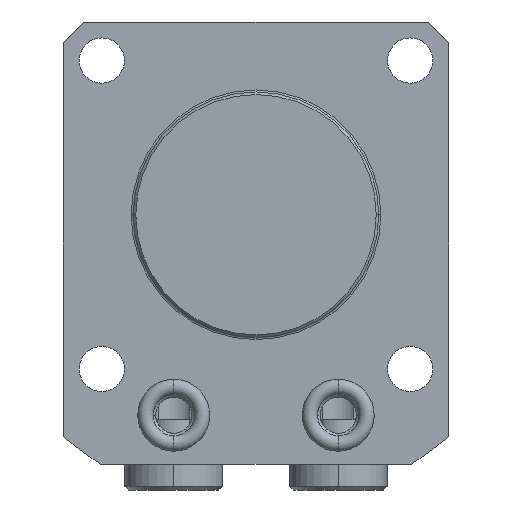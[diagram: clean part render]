
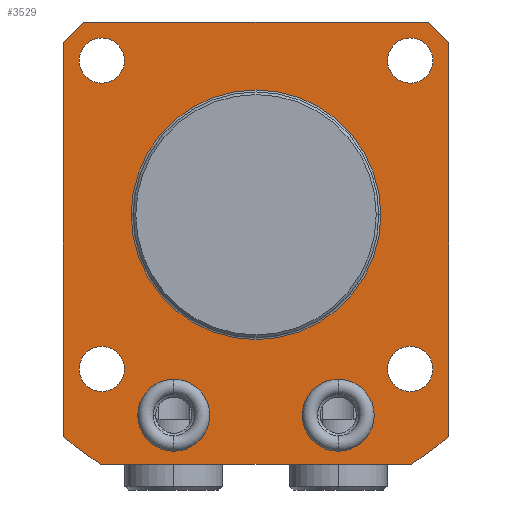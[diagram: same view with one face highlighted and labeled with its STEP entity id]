
A CAD part, front view. The second image highlights one B-rep face of the part: STEP entity #3529.
In plain terms, the highlighted planar face has unit normal (0, -1, 0).
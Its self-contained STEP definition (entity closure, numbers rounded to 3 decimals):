
#261=CARTESIAN_POINT('',(0.,0.,0.));
#262=DIRECTION('',(0.,1.,0.));
#263=DIRECTION('',(-1.,0.,0.));
#264=AXIS2_PLACEMENT_3D('',#261,#262,#263);
#269=CARTESIAN_POINT('',(0.,0.,0.));
#270=DIRECTION('',(0.,1.,0.));
#271=DIRECTION('',(1.,0.,0.));
#272=AXIS2_PLACEMENT_3D('',#269,#270,#271);
#277=DIRECTION('',(1.,0.,0.));
#278=VECTOR('',#277,60.461);
#279=CARTESIAN_POINT('',(-30.23,0.,-48.5));
#280=LINE('',#279,#278);
#284=DIRECTION('',(0.,0.,-1.));
#285=VECTOR('',#284,76.626);
#286=CARTESIAN_POINT('',(-37.5,0.,33.5));
#287=LINE('',#286,#285);
#291=DIRECTION('',(-0.707,0.,-0.707));
#292=VECTOR('',#291,5.657);
#293=CARTESIAN_POINT('',(-33.5,0.,37.5));
#294=LINE('',#293,#292);
#298=DIRECTION('',(-1.,0.,0.));
#299=VECTOR('',#298,67.);
#300=CARTESIAN_POINT('',(33.5,0.,37.5));
#301=LINE('',#300,#299);
#305=DIRECTION('',(-0.707,0.,0.707));
#306=VECTOR('',#305,5.657);
#307=CARTESIAN_POINT('',(37.5,0.,33.5));
#308=LINE('',#307,#306);
#312=DIRECTION('',(0.,0.,1.));
#313=VECTOR('',#312,76.626);
#314=CARTESIAN_POINT('',(37.5,0.,-43.126));
#315=LINE('',#314,#313);
#319=CARTESIAN_POINT('',(-30.,0.,-30.));
#320=DIRECTION('',(0.,1.,0.));
#321=DIRECTION('',(-1.,0.,0.));
#322=AXIS2_PLACEMENT_3D('',#319,#320,#321);
#327=CARTESIAN_POINT('',(-30.,0.,-30.));
#328=DIRECTION('',(0.,1.,0.));
#329=DIRECTION('',(1.,0.,0.));
#330=AXIS2_PLACEMENT_3D('',#327,#328,#329);
#335=CARTESIAN_POINT('',(30.,0.,-30.));
#336=DIRECTION('',(0.,1.,0.));
#337=DIRECTION('',(-1.,0.,0.));
#338=AXIS2_PLACEMENT_3D('',#335,#336,#337);
#343=CARTESIAN_POINT('',(30.,0.,-30.));
#344=DIRECTION('',(0.,1.,0.));
#345=DIRECTION('',(1.,0.,0.));
#346=AXIS2_PLACEMENT_3D('',#343,#344,#345);
#351=CARTESIAN_POINT('',(30.,0.,30.));
#352=DIRECTION('',(0.,1.,0.));
#353=DIRECTION('',(-1.,0.,0.));
#354=AXIS2_PLACEMENT_3D('',#351,#352,#353);
#359=CARTESIAN_POINT('',(30.,0.,30.));
#360=DIRECTION('',(0.,1.,0.));
#361=DIRECTION('',(1.,0.,0.));
#362=AXIS2_PLACEMENT_3D('',#359,#360,#361);
#367=CARTESIAN_POINT('',(-30.,0.,30.));
#368=DIRECTION('',(0.,1.,0.));
#369=DIRECTION('',(-1.,0.,0.));
#370=AXIS2_PLACEMENT_3D('',#367,#368,#369);
#375=CARTESIAN_POINT('',(-30.,0.,30.));
#376=DIRECTION('',(0.,1.,0.));
#377=DIRECTION('',(1.,0.,0.));
#378=AXIS2_PLACEMENT_3D('',#375,#376,#377);
#383=CARTESIAN_POINT('',(-16.,0.,-39.));
#384=DIRECTION('',(0.,-1.,0.));
#385=DIRECTION('',(-1.,0.,0.));
#386=AXIS2_PLACEMENT_3D('',#383,#384,#385);
#391=CARTESIAN_POINT('',(-16.,0.,-39.));
#392=DIRECTION('',(0.,-1.,0.));
#393=DIRECTION('',(1.,0.,0.));
#394=AXIS2_PLACEMENT_3D('',#391,#392,#393);
#399=CARTESIAN_POINT('',(16.,0.,-39.));
#400=DIRECTION('',(0.,1.,0.));
#401=DIRECTION('',(1.,0.,0.));
#402=AXIS2_PLACEMENT_3D('',#399,#400,#401);
#407=CARTESIAN_POINT('',(16.,0.,-39.));
#408=DIRECTION('',(0.,1.,0.));
#409=DIRECTION('',(-1.,0.,0.));
#410=AXIS2_PLACEMENT_3D('',#407,#408,#409);
#561=CARTESIAN_POINT('',(0.,0.,0.));
#562=DIRECTION('',(0.,-1.,0.));
#563=DIRECTION('',(-0.656,0.,-0.755));
#564=AXIS2_PLACEMENT_3D('',#561,#562,#563);
#576=CARTESIAN_POINT('',(0.,0.,0.));
#577=DIRECTION('',(0.,-1.,0.));
#578=DIRECTION('',(0.529,0.,-0.849));
#579=AXIS2_PLACEMENT_3D('',#576,#577,#578);
#2849=CARTESIAN_POINT('',(-30.23,0.,-48.5));
#2850=CARTESIAN_POINT('',(30.23,0.,-48.5));
#2851=VERTEX_POINT('',#2849);
#2852=VERTEX_POINT('',#2850);
#2853=CARTESIAN_POINT('',(37.5,0.,-43.126));
#2854=CARTESIAN_POINT('',(37.5,0.,33.5));
#2855=VERTEX_POINT('',#2853);
#2856=VERTEX_POINT('',#2854);
#2863=CARTESIAN_POINT('',(-37.5,0.,-43.126));
#2864=VERTEX_POINT('',#2863);
#2865=CARTESIAN_POINT('',(-34.4,0.,-30.));
#2866=CARTESIAN_POINT('',(-25.6,0.,-30.));
#2867=VERTEX_POINT('',#2865);
#2868=VERTEX_POINT('',#2866);
#2869=CARTESIAN_POINT('',(25.6,0.,-30.));
#2870=CARTESIAN_POINT('',(34.4,0.,-30.));
#2871=VERTEX_POINT('',#2869);
#2872=VERTEX_POINT('',#2870);
#2873=CARTESIAN_POINT('',(25.6,0.,30.));
#2874=CARTESIAN_POINT('',(34.4,0.,30.));
#2875=VERTEX_POINT('',#2873);
#2876=VERTEX_POINT('',#2874);
#2877=CARTESIAN_POINT('',(-34.4,0.,30.));
#2878=CARTESIAN_POINT('',(-25.6,0.,30.));
#2879=VERTEX_POINT('',#2877);
#2880=VERTEX_POINT('',#2878);
#2901=CARTESIAN_POINT('',(-24.285,0.,0.));
#2902=CARTESIAN_POINT('',(24.285,0.,0.));
#2903=VERTEX_POINT('',#2901);
#2904=VERTEX_POINT('',#2902);
#2993=CARTESIAN_POINT('',(-23.,0.,-39.));
#2994=CARTESIAN_POINT('',(-9.,0.,-39.));
#2995=VERTEX_POINT('',#2993);
#2996=VERTEX_POINT('',#2994);
#3021=CARTESIAN_POINT('',(23.,0.,-39.));
#3022=VERTEX_POINT('',#3021);
#3023=CARTESIAN_POINT('',(9.,0.,-39.));
#3024=VERTEX_POINT('',#3023);
#3217=CARTESIAN_POINT('',(33.5,0.,37.5));
#3218=VERTEX_POINT('',#3217);
#3219=CARTESIAN_POINT('',(-33.5,0.,37.5));
#3220=VERTEX_POINT('',#3219);
#3221=CARTESIAN_POINT('',(-37.5,0.,33.5));
#3222=VERTEX_POINT('',#3221);
#3466=CARTESIAN_POINT('',(0.,0.,0.));
#3467=DIRECTION('',(0.,-1.,0.));
#3468=DIRECTION('',(-1.,0.,0.));
#3469=AXIS2_PLACEMENT_3D('',#3466,#3467,#3468);
#3470=PLANE('',#3469);
#3472=ORIENTED_EDGE('',*,*,#3471,.F.);
#3474=ORIENTED_EDGE('',*,*,#3473,.F.);
#3476=ORIENTED_EDGE('',*,*,#3475,.F.);
#3478=ORIENTED_EDGE('',*,*,#3477,.F.);
#3480=ORIENTED_EDGE('',*,*,#3479,.F.);
#3482=ORIENTED_EDGE('',*,*,#3481,.F.);
#3484=ORIENTED_EDGE('',*,*,#3483,.F.);
#3486=ORIENTED_EDGE('',*,*,#3485,.F.);
#3487=EDGE_LOOP('',(#3472,#3474,#3476,#3478,#3480,#3482,#3484,#3486));
#3488=FACE_OUTER_BOUND('',#3487,.F.);
#3490=ORIENTED_EDGE('',*,*,#3489,.F.);
#3492=ORIENTED_EDGE('',*,*,#3491,.F.);
#3493=EDGE_LOOP('',(#3490,#3492));
#3494=FACE_BOUND('',#3493,.F.);
#3496=ORIENTED_EDGE('',*,*,#3495,.F.);
#3498=ORIENTED_EDGE('',*,*,#3497,.F.);
#3499=EDGE_LOOP('',(#3496,#3498));
#3500=FACE_BOUND('',#3499,.F.);
#3502=ORIENTED_EDGE('',*,*,#3501,.F.);
#3504=ORIENTED_EDGE('',*,*,#3503,.F.);
#3505=EDGE_LOOP('',(#3502,#3504));
#3506=FACE_BOUND('',#3505,.F.);
#3508=ORIENTED_EDGE('',*,*,#3507,.F.);
#3510=ORIENTED_EDGE('',*,*,#3509,.F.);
#3511=EDGE_LOOP('',(#3508,#3510));
#3512=FACE_BOUND('',#3511,.F.);
#3514=ORIENTED_EDGE('',*,*,#3513,.F.);
#3516=ORIENTED_EDGE('',*,*,#3515,.F.);
#3517=EDGE_LOOP('',(#3514,#3516));
#3518=FACE_BOUND('',#3517,.F.);
#3520=ORIENTED_EDGE('',*,*,#3519,.T.);
#3522=ORIENTED_EDGE('',*,*,#3521,.T.);
#3523=EDGE_LOOP('',(#3520,#3522));
#3524=FACE_BOUND('',#3523,.F.);
#3525=ORIENTED_EDGE('',*,*,#3255,.F.);
#3526=ORIENTED_EDGE('',*,*,#3273,.F.);
#3527=EDGE_LOOP('',(#3525,#3526));
#3528=FACE_BOUND('',#3527,.F.);
#265=CIRCLE('',#264,24.285);
#273=CIRCLE('',#272,24.285);
#323=CIRCLE('',#322,4.4);
#331=CIRCLE('',#330,4.4);
#339=CIRCLE('',#338,4.4);
#347=CIRCLE('',#346,4.4);
#355=CIRCLE('',#354,4.4);
#363=CIRCLE('',#362,4.4);
#371=CIRCLE('',#370,4.4);
#379=CIRCLE('',#378,4.4);
#387=CIRCLE('',#386,7.);
#395=CIRCLE('',#394,7.);
#403=CIRCLE('',#402,7.);
#411=CIRCLE('',#410,7.);
#565=CIRCLE('',#564,57.15);
#580=CIRCLE('',#579,57.15);
#3255=EDGE_CURVE('',#3022,#3024,#403,.T.);
#3273=EDGE_CURVE('',#3024,#3022,#411,.T.);
#3471=EDGE_CURVE('',#2851,#2852,#280,.T.);
#3473=EDGE_CURVE('',#2864,#2851,#565,.T.);
#3475=EDGE_CURVE('',#3222,#2864,#287,.T.);
#3477=EDGE_CURVE('',#3220,#3222,#294,.T.);
#3479=EDGE_CURVE('',#3218,#3220,#301,.T.);
#3481=EDGE_CURVE('',#2856,#3218,#308,.T.);
#3483=EDGE_CURVE('',#2855,#2856,#315,.T.);
#3485=EDGE_CURVE('',#2852,#2855,#580,.T.);
#3489=EDGE_CURVE('',#2903,#2904,#265,.T.);
#3491=EDGE_CURVE('',#2904,#2903,#273,.T.);
#3495=EDGE_CURVE('',#2867,#2868,#323,.T.);
#3497=EDGE_CURVE('',#2868,#2867,#331,.T.);
#3501=EDGE_CURVE('',#2871,#2872,#339,.T.);
#3503=EDGE_CURVE('',#2872,#2871,#347,.T.);
#3507=EDGE_CURVE('',#2875,#2876,#355,.T.);
#3509=EDGE_CURVE('',#2876,#2875,#363,.T.);
#3513=EDGE_CURVE('',#2879,#2880,#371,.T.);
#3515=EDGE_CURVE('',#2880,#2879,#379,.T.);
#3519=EDGE_CURVE('',#2995,#2996,#387,.T.);
#3521=EDGE_CURVE('',#2996,#2995,#395,.T.);
#3529=ADVANCED_FACE('',(#3488,#3494,#3500,#3506,#3512,#3518,#3524,#3528),#3470,
.T.);
